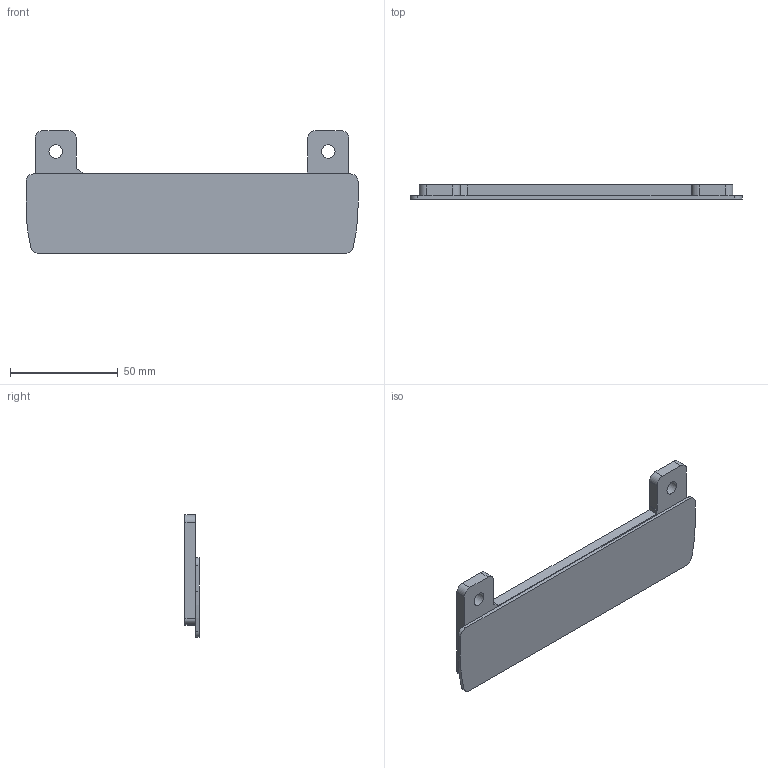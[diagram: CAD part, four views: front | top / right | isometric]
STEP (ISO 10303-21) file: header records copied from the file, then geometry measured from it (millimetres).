
FILE_DESCRIPTION(/* description */ (''),/* implementation_level */ '2;1');
FILE_NAME(/* name */ 'umbilical_blank.step.step',/* time_stamp */ '2024-07-17T18:46:11+10:00',/* author */ (''),/* organization */ (''),/* preprocessor_version */ 'ST-DEVELOPER v20',/* originating_system */ 'Autodesk Translation Framework v13.14.0.145',/* authorisation */ '');
FILE_SCHEMA (('AUTOMOTIVE_DESIGN { 1 0 10303 214 3 1 1 }'));
Length unit declared in the file: millimetre
Products named in the file (1): (Unsaved)
Bounding box: 154 x 6.6 x 56.8 mm (x, y, z)
Volume: 35155.6 mm3; surface area: 15793.3 mm2
Topology: 1 solids, 1 shells, 41 faces, 109 edges, 72 vertices
Faces by surface type: plane 25, cylinder 16
Full cylindrical faces by diameter (mm): 4.7 x2, 6.3 x2
Entity records: 1327 total; most frequent: DIRECTION 225, CARTESIAN_POINT 223, ORIENTED_EDGE 218, EDGE_CURVE 109, LINE 77, VECTOR 77, AXIS2_PLACEMENT_3D 74, VERTEX_POINT 72
